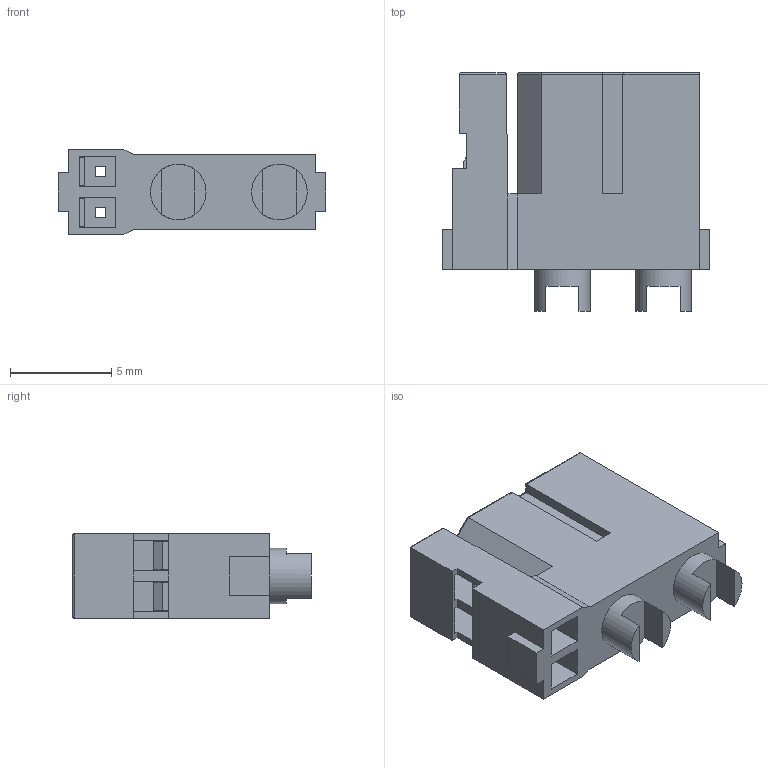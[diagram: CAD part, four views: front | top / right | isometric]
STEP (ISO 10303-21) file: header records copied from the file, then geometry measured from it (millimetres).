
FILE_DESCRIPTION(/* description */ (''),/* implementation_level */ '2;1');
FILE_NAME(/* name */ 'XT30(2+2).step',/* time_stamp */ '2024-05-29T15:49:48-04:00',/* author */ (''),/* organization */ (''),/* preprocessor_version */ 'ST-DEVELOPER v20',/* originating_system */ 'Autodesk Translation Framework v13.14.0.145',/* authorisation */ '');
FILE_SCHEMA (('AUTOMOTIVE_DESIGN { 1 0 10303 214 3 1 1 }'));
Length unit declared in the file: millimetre
Products named in the file (1): XT30(2+2)
Bounding box: 13.24 x 11.8 x 4.2 mm (x, y, z)
Volume: 349.5 mm3; surface area: 1003.1 mm2
Topology: 3 solids, 3 shells, 118 faces, 302 edges, 190 vertices
Faces by surface type: plane 88, cylinder 28, torus 2
Full cylindrical faces by diameter (mm): 2 x2, 2.75 x4
Entity records: 3571 total; most frequent: CARTESIAN_POINT 611, ORIENTED_EDGE 604, DIRECTION 588, EDGE_CURVE 302, LINE 254, VECTOR 254, VERTEX_POINT 190, AXIS2_PLACEMENT_3D 167
